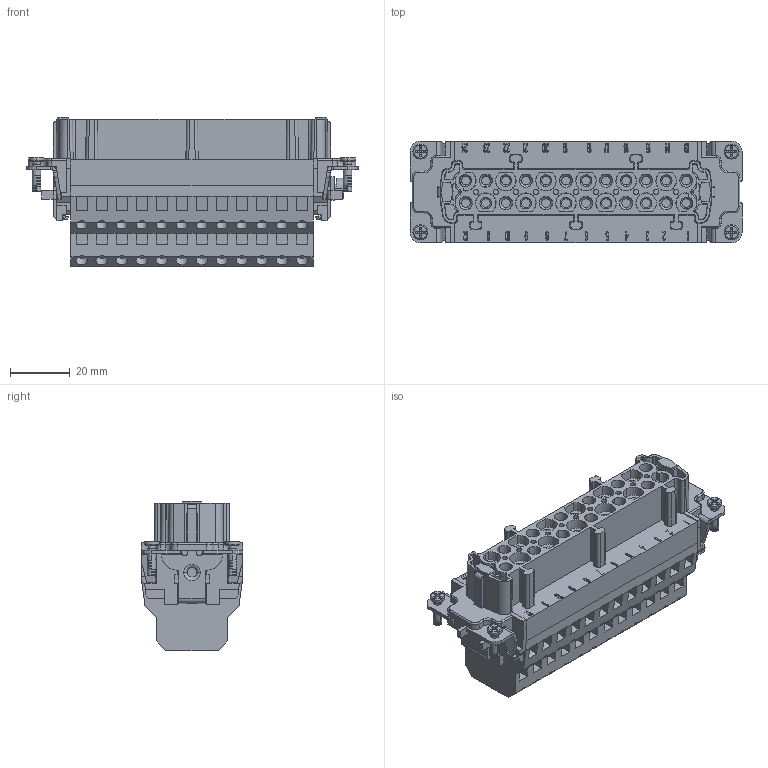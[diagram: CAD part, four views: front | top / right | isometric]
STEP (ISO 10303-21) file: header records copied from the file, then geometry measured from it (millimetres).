
FILE_DESCRIPTION((''),'2;1');
FILE_NAME('1','2017-07-28T',('tl.yang'),(''),'PRO/ENGINEER BY PARAMETRIC TECHNOLOGY CORPORATION, 2011500','PRO/ENGINEER BY PARAMETRIC TECHNOLOGY CORPORATION, 2011500','');
FILE_SCHEMA(('CONFIG_CONTROL_DESIGN'));
Products named in the file (1): 1
Bounding box: 111 x 34 x 49.96 mm (x, y, z)
Volume: 98070.7 mm3; surface area: 34851.2 mm2
Topology: 1 solids, 2 shells, 4030 faces, 11656 edges, 7817 vertices
Faces by surface type: plane 3365, cylinder 396, cone 219, bspline 32, torus 18
Entity records: 133780 total; most frequent: CARTESIAN_POINT 27307, ORIENTED_EDGE 23312, DIRECTION 20264, EDGE_CURVE 11656, VECTOR 10052, LINE 10052, VERTEX_POINT 7817, AXIS2_PLACEMENT_3D 5106
